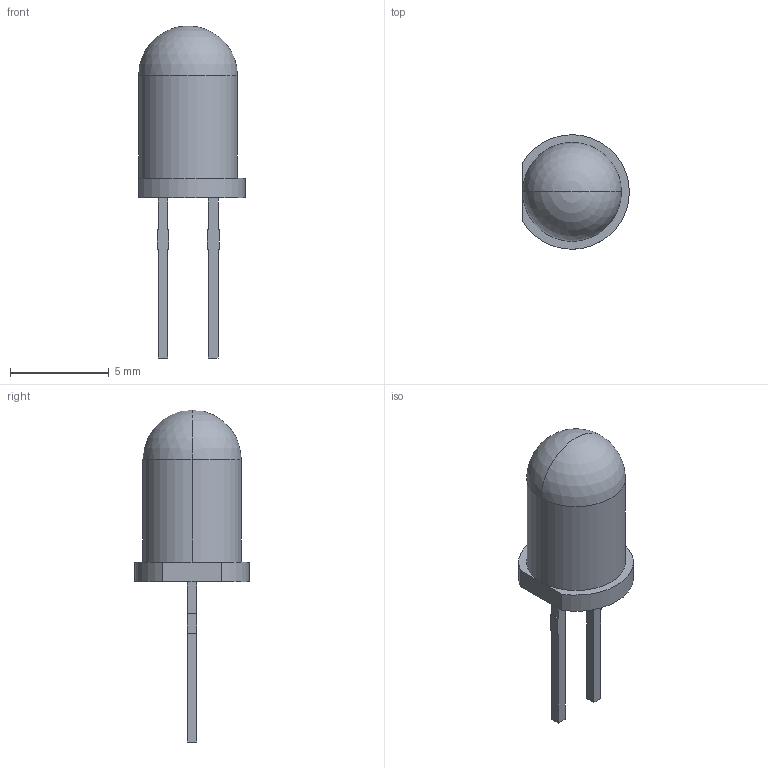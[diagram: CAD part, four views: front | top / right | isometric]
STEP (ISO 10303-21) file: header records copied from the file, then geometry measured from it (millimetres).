
FILE_DESCRIPTION((''),'2;1');
FILE_NAME('LED_VISHAY_TSAL6200.stp','2011-01-10T15:19:59',(''),(''),'Mechanical Desktop 2011','Mechanical Desktop 2011',', , ');
FILE_SCHEMA(('AUTOMOTIVE_DESIGN { 1 2 10303 214 1 1 1 1 }'));
Length unit declared in the file: millimetre
Products named in the file (1): Product
Bounding box: 5.4 x 5.8 x 16.8 mm (x, y, z)
Volume: 164.6 mm3; surface area: 204.6 mm2
Topology: 3 solids, 3 shells, 36 faces, 89 edges, 57 vertices
Faces by surface type: plane 28, bspline 3, cylinder 3, sphere 2
Entity records: 1085 total; most frequent: CARTESIAN_POINT 190, ORIENTED_EDGE 174, DIRECTION 163, EDGE_CURVE 87, VECTOR 79, LINE 79, VERTEX_POINT 57, AXIS2_PLACEMENT_3D 42
